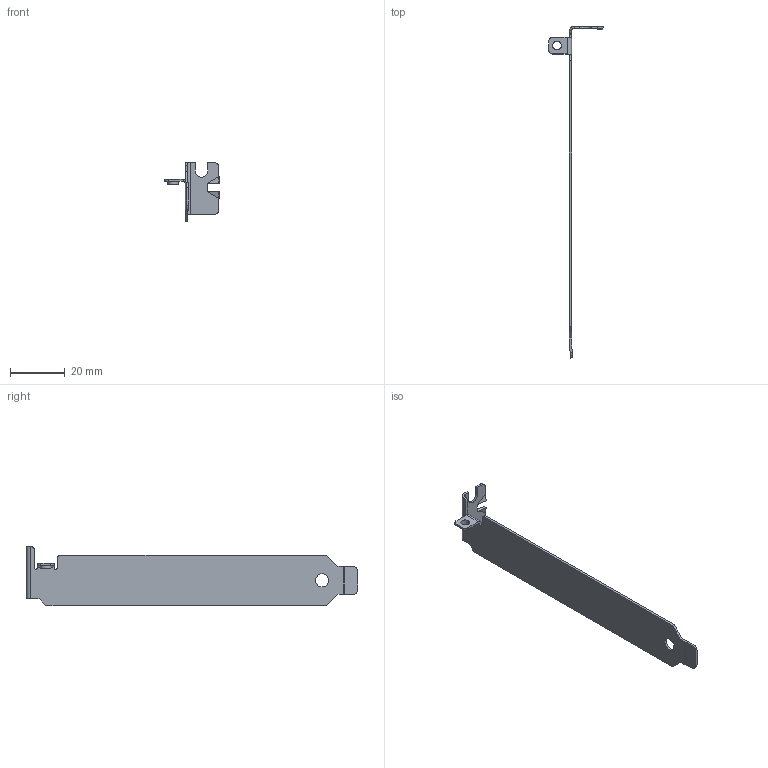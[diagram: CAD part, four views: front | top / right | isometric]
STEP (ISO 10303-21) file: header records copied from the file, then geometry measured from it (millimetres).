
FILE_DESCRIPTION(/* description */ (''),/* implementation_level */ '2;1');
FILE_NAME(/* name */ 'keystone-PN9204-translated.step',/* time_stamp */ '2023-04-15T14:01:15-06:00',/* author */ (''),/* organization */ (''),/* preprocessor_version */ 'ST-DEVELOPER v19.2',/* originating_system */ 'Autodesk Translation Framework v12.4.0.73',/* authorisation */ '');
FILE_SCHEMA (('AUTOMOTIVE_DESIGN { 1 0 10303 214 3 1 1 }'));
Length unit declared in the file: millimetre
Products named in the file (1): (Unsaved)
Bounding box: 19.81 x 120.87 x 21.59 mm (x, y, z)
Volume: 1812.3 mm3; surface area: 4904.4 mm2
Topology: 1 solids, 1 shells, 67 faces, 164 edges, 100 vertices
Faces by surface type: plane 46, cylinder 21
Full cylindrical faces by diameter (mm): 3.175 x1, 3.886 x1, 4.75 x1
Entity records: 1984 total; most frequent: DIRECTION 342, CARTESIAN_POINT 332, ORIENTED_EDGE 328, EDGE_CURVE 164, LINE 122, VECTOR 122, AXIS2_PLACEMENT_3D 110, VERTEX_POINT 100
